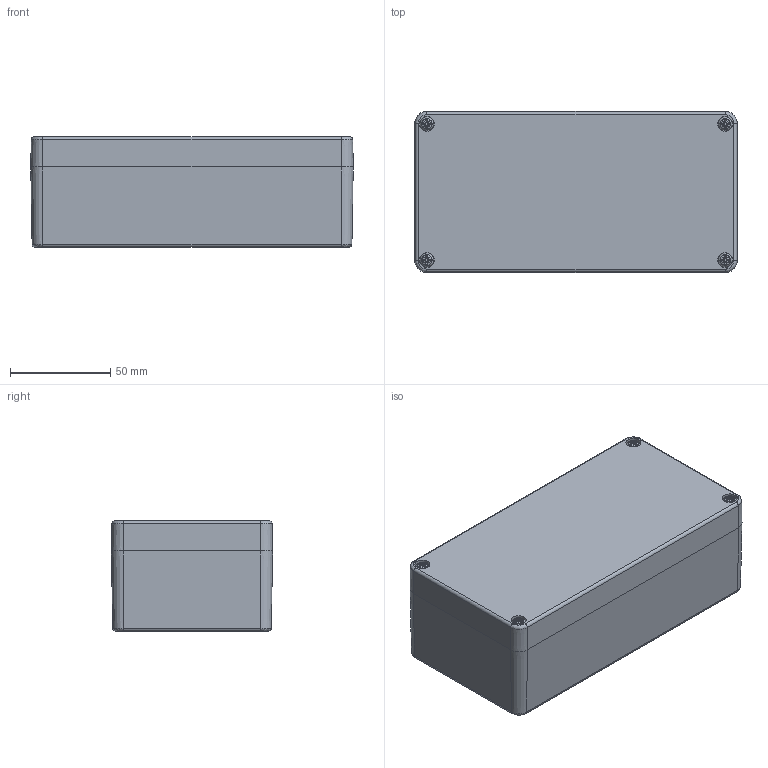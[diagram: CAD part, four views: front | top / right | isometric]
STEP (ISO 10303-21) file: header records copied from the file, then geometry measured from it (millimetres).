
FILE_DESCRIPTION (( 'STEP AP214' ), '1' );
FILE_NAME ('BB168055W.STEP', '2019-07-09T15:23:02', ( '' ), ( '' ), 'SwSTEP 2.0', 'SolidWorks 2018', '' );
FILE_SCHEMA (( 'AUTOMOTIVE_DESIGN' ));
Length unit declared in the file: inch
Products named in the file (1): BB168055W
Bounding box: 161 x 80.5 x 55.03 mm (x, y, z)
Volume: 171375.8 mm3; surface area: 122408 mm2
Topology: 11 solids, 11 shells, 1640 faces, 3973 edges, 2394 vertices
Faces by surface type: plane 607, cylinder 440, cone 357, bspline 228, torus 8
Full cylindrical faces by diameter (mm): 3.242 x4, 3.3 x4, 4 x4, 4.4 x4, 4.5 x4, 4.8 x4, 5 x4, 5.1 x4, 6.8 x4, 7 x4, 7.4 x4, 7.5 x4
Entity records: 54147 total; most frequent: CARTESIAN_POINT 18110, ORIENTED_EDGE 7740, DIRECTION 7178, EDGE_CURVE 3870, AXIS2_PLACEMENT_3D 2911, VERTEX_POINT 2374, EDGE_LOOP 1796, FACE_OUTER_BOUND 1696
